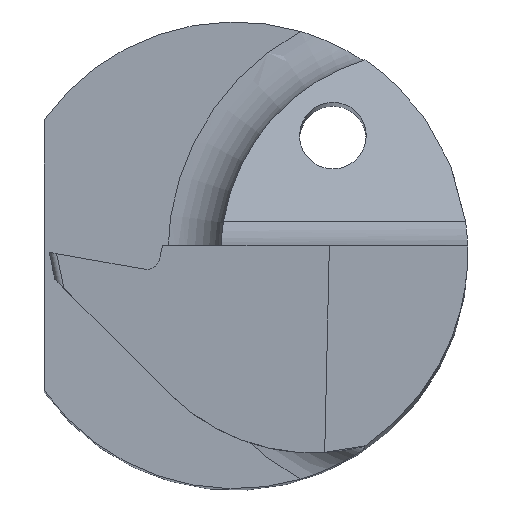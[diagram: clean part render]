
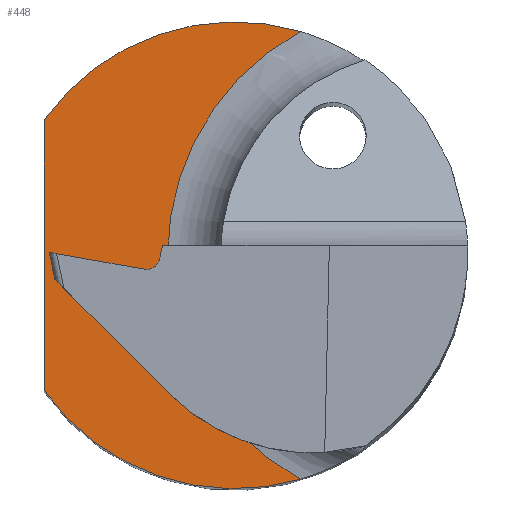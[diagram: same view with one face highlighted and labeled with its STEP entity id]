
A CAD part, top view. The second image highlights one B-rep face of the part: STEP entity #448.
In plain terms, the highlighted planar face has unit normal (0, 0, 1).
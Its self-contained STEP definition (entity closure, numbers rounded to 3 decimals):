
#3 = DIRECTION ( 'NONE',  ( -1., 0., 0. ) ) ;
#22 = FACE_OUTER_BOUND ( 'NONE', #55, .T. ) ;
#32 = EDGE_CURVE ( 'NONE', #76, #866, #803, .T. ) ;
#55 = EDGE_LOOP ( 'NONE', ( #414, #532, #520, #730, #660 ) ) ;
#76 = VERTEX_POINT ( 'NONE', #182 ) ;
#86 = DIRECTION ( 'NONE',  ( 0., 0., 1. ) ) ;
#88 = DIRECTION ( 'NONE',  ( 0., 1., 0. ) ) ;
#129 = AXIS2_PLACEMENT_3D ( 'NONE', #820, #680, #3 ) ;
#182 = CARTESIAN_POINT ( 'NONE',  ( 0.99, -3.357, 15. ) ) ;
#188 = CARTESIAN_POINT ( 'NONE',  ( -2.85, 2.032, 15. ) ) ;
#192 = EDGE_CURVE ( 'NONE', #566, #784, #775, .T. ) ;
#245 = CARTESIAN_POINT ( 'NONE',  ( -2.85, -2.032, 15. ) ) ;
#303 = CIRCLE ( 'NONE', #129, 3.827 ) ;
#311 = CARTESIAN_POINT ( 'NONE',  ( 0., 0., 15. ) ) ;
#314 = CARTESIAN_POINT ( 'NONE',  ( -1., 0., 15. ) ) ;
#327 = LINE ( 'NONE', #619, #613 ) ;
#341 = CARTESIAN_POINT ( 'NONE',  ( 2.827, 0., 15. ) ) ;
#374 = CARTESIAN_POINT ( 'NONE',  ( 0., 0., 15. ) ) ;
#414 = ORIENTED_EDGE ( 'NONE', *, *, #192, .F. ) ;
#425 = DIRECTION ( 'NONE',  ( -1., 0., 0. ) ) ;
#448 = ADVANCED_FACE ( 'NONE', ( #22 ), #535, .T. ) ;
#475 = AXIS2_PLACEMENT_3D ( 'NONE', #374, #799, #425 ) ;
#520 = ORIENTED_EDGE ( 'NONE', *, *, #32, .F. ) ;
#521 = AXIS2_PLACEMENT_3D ( 'NONE', #311, #840, #928 ) ;
#532 = ORIENTED_EDGE ( 'NONE', *, *, #845, .F. ) ;
#535 = PLANE ( 'NONE',  #790 ) ;
#566 = VERTEX_POINT ( 'NONE', #188 ) ;
#593 = EDGE_CURVE ( 'NONE', #793, #76, #914, .T. ) ;
#613 = VECTOR ( 'NONE', #88, 1000. ) ;
#619 = CARTESIAN_POINT ( 'NONE',  ( -2.85, 2.032, 15. ) ) ;
#624 = DIRECTION ( 'NONE',  ( -1., 0., 0. ) ) ;
#634 = CARTESIAN_POINT ( 'NONE',  ( 0.325, -0.054, 15. ) ) ;
#660 = ORIENTED_EDGE ( 'NONE', *, *, #949, .F. ) ;
#680 = DIRECTION ( 'NONE',  ( 0., 0., 1. ) ) ;
#708 = AXIS2_PLACEMENT_3D ( 'NONE', #341, #807, #801 ) ;
#730 = ORIENTED_EDGE ( 'NONE', *, *, #593, .F. ) ;
#775 = CIRCLE ( 'NONE', #475, 3.5 ) ;
#784 = VERTEX_POINT ( 'NONE', #975 ) ;
#790 = AXIS2_PLACEMENT_3D ( 'NONE', #634, #86, #624 ) ;
#793 = VERTEX_POINT ( 'NONE', #314 ) ;
#799 = DIRECTION ( 'NONE',  ( 0., 0., -1. ) ) ;
#801 = DIRECTION ( 'NONE',  ( -1., 0., 0. ) ) ;
#803 = CIRCLE ( 'NONE', #521, 3.5 ) ;
#807 = DIRECTION ( 'NONE',  ( 0., 0., 1. ) ) ;
#820 = CARTESIAN_POINT ( 'NONE',  ( 2.827, 0., 15. ) ) ;
#840 = DIRECTION ( 'NONE',  ( 0., 0., -1. ) ) ;
#845 = EDGE_CURVE ( 'NONE', #866, #566, #327, .T. ) ;
#866 = VERTEX_POINT ( 'NONE', #245 ) ;
#914 = CIRCLE ( 'NONE', #708, 3.827 ) ;
#928 = DIRECTION ( 'NONE',  ( -1., 0., 0. ) ) ;
#949 = EDGE_CURVE ( 'NONE', #784, #793, #303, .T. ) ;
#975 = CARTESIAN_POINT ( 'NONE',  ( 0.99, 3.357, 15. ) ) ;
